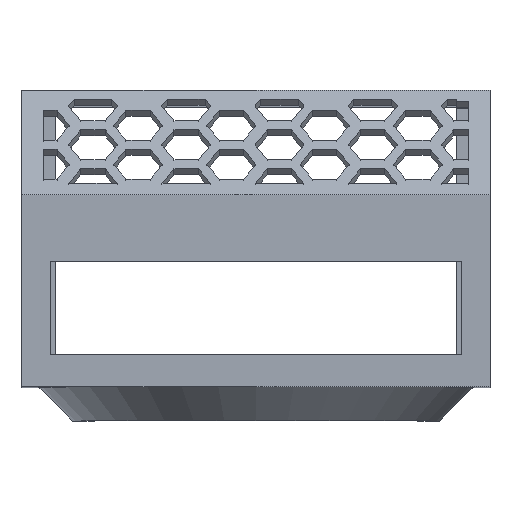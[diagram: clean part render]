
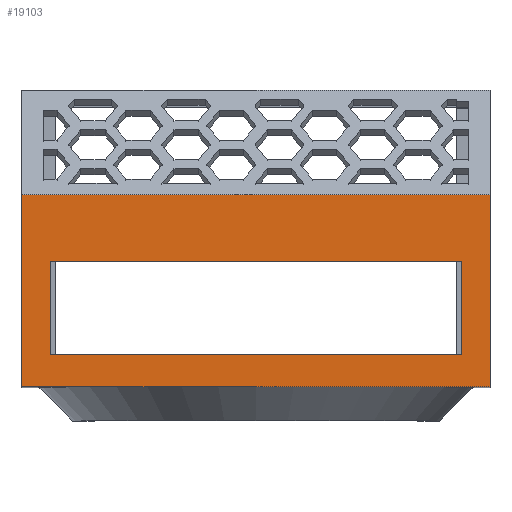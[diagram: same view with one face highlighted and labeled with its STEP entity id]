
A CAD part, top view. The second image highlights one B-rep face of the part: STEP entity #19103.
In plain terms, the highlighted planar face has unit normal (0, 0, 1).
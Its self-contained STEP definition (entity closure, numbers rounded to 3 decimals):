
#291=FACE_BOUND('',#3200,.T.);
#1172=PLANE('',#20046);
#2044=FACE_OUTER_BOUND('',#3199,.T.);
#3199=EDGE_LOOP('',(#18087,#18088,#18089,#18090));
#3200=EDGE_LOOP('',(#18091,#18092,#18093,#18094));
#5731=LINE('',#29608,#8334);
#5747=LINE('',#29635,#8350);
#5750=LINE('',#29642,#8353);
#5802=LINE('',#29759,#8405);
#5803=LINE('',#29762,#8406);
#5804=LINE('',#29764,#8407);
#5805=LINE('',#29766,#8408);
#5806=LINE('',#29767,#8409);
#8334=VECTOR('',#24290,10.);
#8350=VECTOR('',#24314,10.);
#8353=VECTOR('',#24319,10.);
#8405=VECTOR('',#24439,10.);
#8406=VECTOR('',#24444,10.);
#8407=VECTOR('',#24445,10.);
#8408=VECTOR('',#24446,10.);
#8409=VECTOR('',#24447,10.);
#10177=VERTEX_POINT('',#29605);
#10178=VERTEX_POINT('',#29607);
#10183=VERTEX_POINT('',#29629);
#10185=VERTEX_POINT('',#29633);
#10187=VERTEX_POINT('',#29639);
#10188=VERTEX_POINT('',#29641);
#10220=VERTEX_POINT('',#29763);
#10221=VERTEX_POINT('',#29765);
#12777=EDGE_CURVE('',#10178,#10177,#5731,.T.);
#12793=EDGE_CURVE('',#10185,#10183,#5747,.T.);
#12796=EDGE_CURVE('',#10187,#10188,#5750,.T.);
#12856=EDGE_CURVE('',#10183,#10187,#5802,.T.);
#12857=EDGE_CURVE('',#10188,#10185,#5803,.T.);
#12858=EDGE_CURVE('',#10177,#10220,#5804,.T.);
#12859=EDGE_CURVE('',#10220,#10221,#5805,.T.);
#12860=EDGE_CURVE('',#10221,#10178,#5806,.T.);
#18087=ORIENTED_EDGE('',*,*,#12856,.F.);
#18088=ORIENTED_EDGE('',*,*,#12793,.F.);
#18089=ORIENTED_EDGE('',*,*,#12857,.F.);
#18090=ORIENTED_EDGE('',*,*,#12796,.F.);
#18091=ORIENTED_EDGE('',*,*,#12858,.T.);
#18092=ORIENTED_EDGE('',*,*,#12859,.T.);
#18093=ORIENTED_EDGE('',*,*,#12860,.T.);
#18094=ORIENTED_EDGE('',*,*,#12777,.T.);
#19103=ADVANCED_FACE('',(#2044,#291),#1172,.T.);
#20046=AXIS2_PLACEMENT_3D('',#29761,#24442,#24443);
#24290=DIRECTION('',(1.,0.,0.));
#24314=DIRECTION('',(0.,1.,0.));
#24319=DIRECTION('',(0.,-1.,0.));
#24439=DIRECTION('',(1.,0.,0.));
#24442=DIRECTION('center_axis',(0.,0.,1.));
#24443=DIRECTION('ref_axis',(1.,0.,0.));
#24444=DIRECTION('',(-1.,0.,0.));
#24445=DIRECTION('',(0.,-1.,0.));
#24446=DIRECTION('',(-1.,0.,0.));
#24447=DIRECTION('',(0.,1.,0.));
#29605=CARTESIAN_POINT('',(48.5,29.5,40.));
#29607=CARTESIAN_POINT('',(-48.5,29.5,40.));
#29608=CARTESIAN_POINT('',(-20.,29.5,40.));
#29629=CARTESIAN_POINT('',(-55.2,45.256,40.));
#29633=CARTESIAN_POINT('',(-55.2,0.,40.));
#29635=CARTESIAN_POINT('',(-55.2,0.,40.));
#29639=CARTESIAN_POINT('',(55.2,45.256,40.));
#29641=CARTESIAN_POINT('',(55.2,0.,40.));
#29642=CARTESIAN_POINT('',(55.2,45.256,40.));
#29759=CARTESIAN_POINT('',(52.2,45.256,40.));
#29761=CARTESIAN_POINT('Origin',(-40.,0.,40.));
#29762=CARTESIAN_POINT('',(21.65,0.,40.));
#29763=CARTESIAN_POINT('',(48.5,7.5,40.));
#29764=CARTESIAN_POINT('',(48.5,11.25,40.));
#29765=CARTESIAN_POINT('',(-48.5,7.5,40.));
#29766=CARTESIAN_POINT('',(4.25,7.5,40.));
#29767=CARTESIAN_POINT('',(-48.5,11.25,40.));
